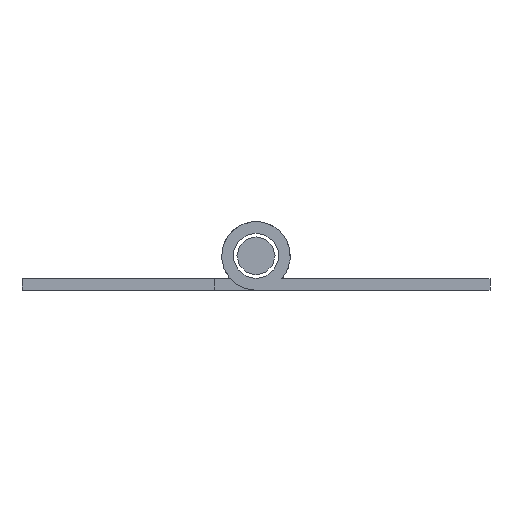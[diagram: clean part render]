
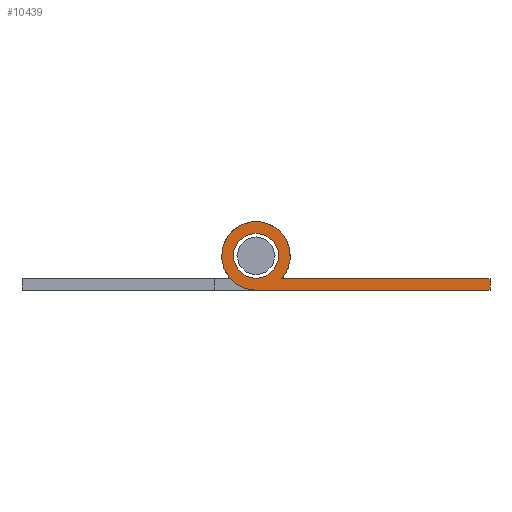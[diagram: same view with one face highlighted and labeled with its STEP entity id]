
A CAD part, front view. The second image highlights one B-rep face of the part: STEP entity #10439.
In plain terms, the highlighted planar face has unit normal (0, -1, 0).
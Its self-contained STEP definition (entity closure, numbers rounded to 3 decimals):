
#9423 = VERTEX_POINT ( 'NONE', #25663 ) ;
#9425 = EDGE_CURVE ( 'NONE', #9426, #9423, #25662, .T. ) ;
#9426 = VERTEX_POINT ( 'NONE', #25657 ) ;
#10439 = ADVANCED_FACE ( 'NONE', ( #27696, #27695 ), #27694, .F. ) ;
#10440 = EDGE_LOOP ( 'NONE', ( #10493, #10497, #10499, #10500 ) ) ;
#10453 = EDGE_CURVE ( 'NONE', #9423, #9426, #27732, .T. ) ;
#10463 = EDGE_CURVE ( 'NONE', #10464, #10465, #27772, .T. ) ;
#10464 = VERTEX_POINT ( 'NONE', #27767 ) ;
#10465 = VERTEX_POINT ( 'NONE', #27766 ) ;
#10493 = ORIENTED_EDGE ( 'NONE', *, *, #10494, .F. ) ;
#10494 = EDGE_CURVE ( 'NONE', #10495, #10496, #27782, .T. ) ;
#10495 = VERTEX_POINT ( 'NONE', #27778 ) ;
#10496 = VERTEX_POINT ( 'NONE', #27777 ) ;
#10497 = ORIENTED_EDGE ( 'NONE', *, *, #10498, .F. ) ;
#10498 = EDGE_CURVE ( 'NONE', #10465, #10495, #27776, .T. ) ;
#10499 = ORIENTED_EDGE ( 'NONE', *, *, #10463, .F. ) ;
#10500 = ORIENTED_EDGE ( 'NONE', *, *, #10501, .F. ) ;
#10501 = EDGE_CURVE ( 'NONE', #10496, #10464, #27832, .T. ) ;
#10502 = EDGE_LOOP ( 'NONE', ( #10503, #10504 ) ) ;
#10503 = ORIENTED_EDGE ( 'NONE', *, *, #9425, .T. ) ;
#10504 = ORIENTED_EDGE ( 'NONE', *, *, #10453, .T. ) ;
#25657 = CARTESIAN_POINT ( 'NONE',  ( 0., -900., -1.55 ) ) ;
#25658 = DIRECTION ( 'NONE',  ( 0., 0., 1. ) ) ;
#25659 = DIRECTION ( 'NONE',  ( 0., 1., 0. ) ) ;
#25660 = CARTESIAN_POINT ( 'NONE',  ( 0., -900., 0. ) ) ;
#25661 = AXIS2_PLACEMENT_3D ( 'NONE', #25660, #25659, #25658 ) ;
#25662 = CIRCLE ( 'NONE', #25661, 1.55 ) ;
#25663 = CARTESIAN_POINT ( 'NONE',  ( 0., -900., 1.55 ) ) ;
#27690 = DIRECTION ( 'NONE',  ( 0., 0., 1. ) ) ;
#27691 = DIRECTION ( 'NONE',  ( 0., 1., 0. ) ) ;
#27692 = CARTESIAN_POINT ( 'NONE',  ( 0., -900., 0. ) ) ;
#27693 = AXIS2_PLACEMENT_3D ( 'NONE', #27692, #27691, #27690 ) ;
#27694 = PLANE ( 'NONE',  #27693 ) ;
#27695 = FACE_BOUND ( 'NONE', #10502, .T. ) ;
#27696 = FACE_OUTER_BOUND ( 'NONE', #10440, .T. ) ;
#27728 = DIRECTION ( 'NONE',  ( 0., 0., 1. ) ) ;
#27729 = DIRECTION ( 'NONE',  ( 0., 1., 0. ) ) ;
#27730 = CARTESIAN_POINT ( 'NONE',  ( 0., -900., 0. ) ) ;
#27731 = AXIS2_PLACEMENT_3D ( 'NONE', #27730, #27729, #27728 ) ;
#27732 = CIRCLE ( 'NONE', #27731, 1.55 ) ;
#27766 = CARTESIAN_POINT ( 'NONE',  ( 1.766, -900., -1.55 ) ) ;
#27767 = CARTESIAN_POINT ( 'NONE',  ( 0., -900., -2.35 ) ) ;
#27768 = DIRECTION ( 'NONE',  ( 0., 0., 1. ) ) ;
#27769 = DIRECTION ( 'NONE',  ( 0., 1., 0. ) ) ;
#27770 = CARTESIAN_POINT ( 'NONE',  ( 0., -900., 0. ) ) ;
#27771 = AXIS2_PLACEMENT_3D ( 'NONE', #27770, #27769, #27768 ) ;
#27772 = CIRCLE ( 'NONE', #27771, 2.35 ) ;
#27773 = DIRECTION ( 'NONE',  ( 1., 0., 0. ) ) ;
#27774 = VECTOR ( 'NONE', #27773, 1000. ) ;
#27775 = CARTESIAN_POINT ( 'NONE',  ( 16., -900., -1.55 ) ) ;
#27776 = LINE ( 'NONE', #27775, #27774 ) ;
#27777 = CARTESIAN_POINT ( 'NONE',  ( 16., -900., -2.35 ) ) ;
#27778 = CARTESIAN_POINT ( 'NONE',  ( 16., -900., -1.55 ) ) ;
#27779 = DIRECTION ( 'NONE',  ( 0., 0., -1. ) ) ;
#27780 = VECTOR ( 'NONE', #27779, 1000. ) ;
#27781 = CARTESIAN_POINT ( 'NONE',  ( 16., -900., -2.35 ) ) ;
#27782 = LINE ( 'NONE', #27781, #27780 ) ;
#27829 = DIRECTION ( 'NONE',  ( -1., 0., 0. ) ) ;
#27830 = VECTOR ( 'NONE', #27829, 1000. ) ;
#27831 = CARTESIAN_POINT ( 'NONE',  ( 0., -900., -2.35 ) ) ;
#27832 = LINE ( 'NONE', #27831, #27830 ) ;
